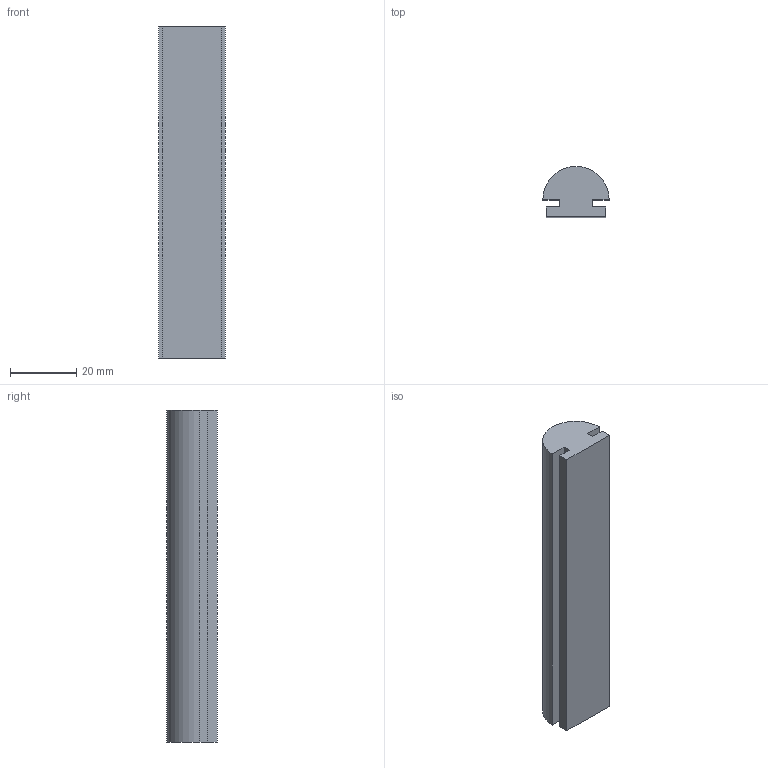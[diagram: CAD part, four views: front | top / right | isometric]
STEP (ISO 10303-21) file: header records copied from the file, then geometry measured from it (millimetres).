
FILE_DESCRIPTION(('Creo Elements/Direct Modeling STEP Export'),'2;1');
FILE_NAME('44.0301.1_Profilabdeckung-Halbrund-MMS-44_R10-schwarz-leitfähig.stp','2022-03-21T 9:01:24',(''),(''),'PTC Creo Elements/Direct Modeling STEP processor for AP214 (Solid Model)','PTC Creo Elements/Direct Modeling 19.0C 15-Aug-2015 (C) Parametric Technology GmbH','');
FILE_SCHEMA(('AUTOMOTIVE_DESIGN { 1 0 10303 214 1 1 1 1 }'));
Length unit declared in the file: millimetre
Products named in the file (1): Profilabdeckung-Halbrund-MMS-44_R10-schwarz-leitfähig_44.0301.1_PX17
4830
Bounding box: 20 x 15.2 x 100 mm (x, y, z)
Volume: 23308 mm3; surface area: 8247.8 mm2
Topology: 1 solids, 1 shells, 12 faces, 30 edges, 20 vertices
Faces by surface type: plane 11, cylinder 1
Entity records: 378 total; most frequent: CARTESIAN_POINT 63, ORIENTED_EDGE 60, DIRECTION 58, EDGE_CURVE 30, VECTOR 28, LINE 28, VERTEX_POINT 20, AXIS2_PLACEMENT_3D 15
